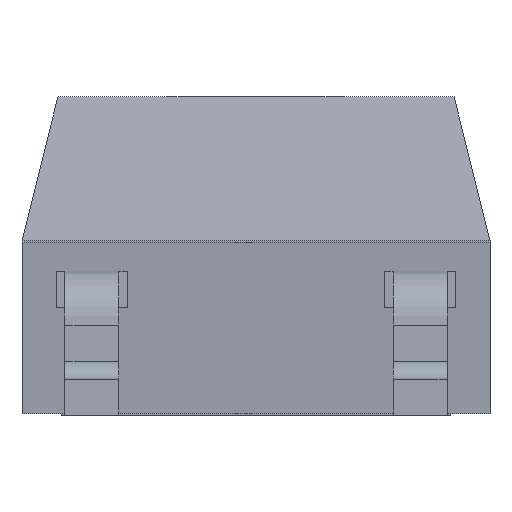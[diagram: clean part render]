
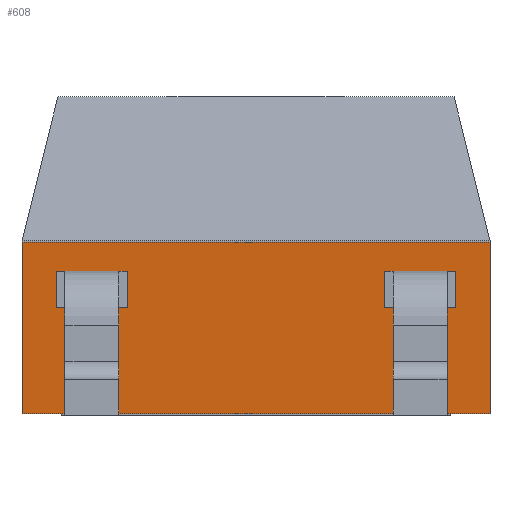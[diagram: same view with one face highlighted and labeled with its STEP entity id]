
A CAD part, left-side view. The second image highlights one B-rep face of the part: STEP entity #608.
In plain terms, the highlighted planar face has unit normal (-0.997, 0, -0.084).
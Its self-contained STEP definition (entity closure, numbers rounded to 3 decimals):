
#463 = VERTEX_POINT('',#464);
#464 = CARTESIAN_POINT('',(-2.07,-3.25,0.02));
#470 = EDGE_CURVE('',#471,#463,#473,.T.);
#471 = VERTEX_POINT('',#472);
#472 = CARTESIAN_POINT('',(-2.07,3.25,0.02));
#473 = LINE('',#474,#475);
#474 = CARTESIAN_POINT('',(-2.07,3.25,0.02));
#475 = VECTOR('',#476,1.);
#476 = DIRECTION('',(0.,-1.,0.));
#500 = VERTEX_POINT('',#501);
#501 = CARTESIAN_POINT('',(-2.27,-3.25,2.4));
#525 = EDGE_CURVE('',#500,#463,#526,.T.);
#526 = LINE('',#527,#528);
#527 = CARTESIAN_POINT('',(-2.121,-3.25,0.623));
#528 = VECTOR('',#529,1.);
#529 = DIRECTION('',(0.084,0.,-0.996));
#540 = VERTEX_POINT('',#541);
#541 = CARTESIAN_POINT('',(-2.27,3.25,2.4));
#549 = EDGE_CURVE('',#540,#471,#550,.T.);
#550 = LINE('',#551,#552);
#551 = CARTESIAN_POINT('',(-2.099,3.25,0.364));
#552 = VECTOR('',#553,1.);
#553 = DIRECTION('',(0.084,0.,-0.996));
#608 = ADVANCED_FACE('',(#609,#620,#654),#688,.F.);
#609 = FACE_BOUND('',#610,.F.);
#610 = EDGE_LOOP('',(#611,#612,#618,#619));
#611 = ORIENTED_EDGE('',*,*,#549,.F.);
#612 = ORIENTED_EDGE('',*,*,#613,.T.);
#613 = EDGE_CURVE('',#540,#500,#614,.T.);
#614 = LINE('',#615,#616);
#615 = CARTESIAN_POINT('',(-2.27,3.25,2.4));
#616 = VECTOR('',#617,1.);
#617 = DIRECTION('',(0.,-1.,0.));
#618 = ORIENTED_EDGE('',*,*,#525,.T.);
#619 = ORIENTED_EDGE('',*,*,#470,.F.);
#620 = FACE_BOUND('',#621,.F.);
#621 = EDGE_LOOP('',(#622,#632,#640,#648));
#622 = ORIENTED_EDGE('',*,*,#623,.F.);
#623 = EDGE_CURVE('',#624,#626,#628,.T.);
#624 = VERTEX_POINT('',#625);
#625 = CARTESIAN_POINT('',(-2.194,-1.785,1.5));
#626 = VERTEX_POINT('',#627);
#627 = CARTESIAN_POINT('',(-2.236,-1.785,2.));
#628 = LINE('',#629,#630);
#629 = CARTESIAN_POINT('',(-2.15,-1.785,0.973));
#630 = VECTOR('',#631,1.);
#631 = DIRECTION('',(-0.084,0.,0.996));
#632 = ORIENTED_EDGE('',*,*,#633,.T.);
#633 = EDGE_CURVE('',#624,#634,#636,.T.);
#634 = VERTEX_POINT('',#635);
#635 = CARTESIAN_POINT('',(-2.194,-2.775,1.5));
#636 = LINE('',#637,#638);
#637 = CARTESIAN_POINT('',(-2.194,0.485,1.5));
#638 = VECTOR('',#639,1.);
#639 = DIRECTION('',(0.,-1.,0.));
#640 = ORIENTED_EDGE('',*,*,#641,.T.);
#641 = EDGE_CURVE('',#634,#642,#644,.T.);
#642 = VERTEX_POINT('',#643);
#643 = CARTESIAN_POINT('',(-2.236,-2.775,2.));
#644 = LINE('',#645,#646);
#645 = CARTESIAN_POINT('',(-2.15,-2.775,0.973));
#646 = VECTOR('',#647,1.);
#647 = DIRECTION('',(-0.084,0.,0.996));
#648 = ORIENTED_EDGE('',*,*,#649,.F.);
#649 = EDGE_CURVE('',#626,#642,#650,.T.);
#650 = LINE('',#651,#652);
#651 = CARTESIAN_POINT('',(-2.236,0.733,2.));
#652 = VECTOR('',#653,1.);
#653 = DIRECTION('',(0.,-1.,0.));
#654 = FACE_BOUND('',#655,.F.);
#655 = EDGE_LOOP('',(#656,#666,#674,#682));
#656 = ORIENTED_EDGE('',*,*,#657,.F.);
#657 = EDGE_CURVE('',#658,#660,#662,.T.);
#658 = VERTEX_POINT('',#659);
#659 = CARTESIAN_POINT('',(-2.194,2.775,1.5));
#660 = VERTEX_POINT('',#661);
#661 = CARTESIAN_POINT('',(-2.236,2.775,2.));
#662 = LINE('',#663,#664);
#663 = CARTESIAN_POINT('',(-2.15,2.775,0.973));
#664 = VECTOR('',#665,1.);
#665 = DIRECTION('',(-0.084,0.,0.996));
#666 = ORIENTED_EDGE('',*,*,#667,.T.);
#667 = EDGE_CURVE('',#658,#668,#670,.T.);
#668 = VERTEX_POINT('',#669);
#669 = CARTESIAN_POINT('',(-2.194,1.785,1.5));
#670 = LINE('',#671,#672);
#671 = CARTESIAN_POINT('',(-2.194,2.765,1.5));
#672 = VECTOR('',#673,1.);
#673 = DIRECTION('',(0.,-1.,0.));
#674 = ORIENTED_EDGE('',*,*,#675,.T.);
#675 = EDGE_CURVE('',#668,#676,#678,.T.);
#676 = VERTEX_POINT('',#677);
#677 = CARTESIAN_POINT('',(-2.236,1.785,2.));
#678 = LINE('',#679,#680);
#679 = CARTESIAN_POINT('',(-2.15,1.785,0.973));
#680 = VECTOR('',#681,1.);
#681 = DIRECTION('',(-0.084,0.,0.996));
#682 = ORIENTED_EDGE('',*,*,#683,.F.);
#683 = EDGE_CURVE('',#660,#676,#684,.T.);
#684 = LINE('',#685,#686);
#685 = CARTESIAN_POINT('',(-2.236,3.013,2.));
#686 = VECTOR('',#687,1.);
#687 = DIRECTION('',(0.,-1.,0.));
#688 = PLANE('',#689);
#689 = AXIS2_PLACEMENT_3D('',#690,#691,#692);
#690 = CARTESIAN_POINT('',(-2.17,3.25,1.21));
#691 = DIRECTION('',(0.996,0.,0.084));
#692 = DIRECTION('',(0.,-1.,0.));
